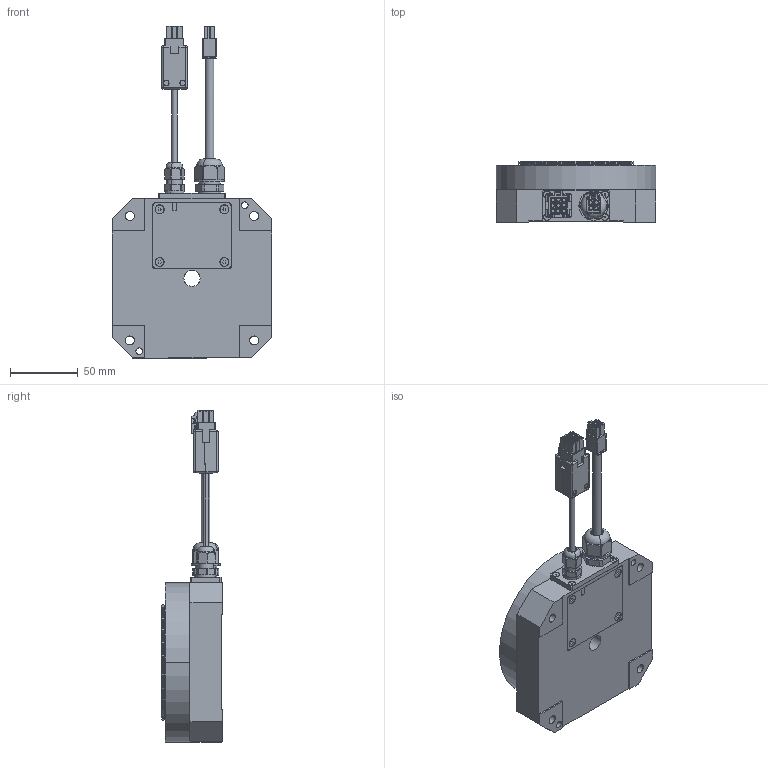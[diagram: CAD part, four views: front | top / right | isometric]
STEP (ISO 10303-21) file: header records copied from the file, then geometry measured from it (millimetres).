
FILE_DESCRIPTION (( 'STEP AP203' ), '1' );
FILE_NAME ('DMN42-A0SN00-S0-1SS-0-0.STEP', '2020-09-04T09:06:40', ( '' ), ( '' ), 'SwSTEP 2.0', 'SolidWorks 2015', '' );
FILE_SCHEMA (( 'CONFIG_CONTROL_DESIGN' ));
Length unit declared in the file: millimetre
Products named in the file (1): DMN42-A0SN00-S0-1SS-0-0
Bounding box: 118 x 45 x 245.7 mm (x, y, z)
Volume: 540243.8 mm3; surface area: 68160.3 mm2
Topology: 1 solids, 5 shells, 1365 faces, 3542 edges, 2254 vertices
Faces by surface type: plane 799, cylinder 368, cone 147, bspline 20, torus 19, sphere 12
Entity records: 43140 total; most frequent: CARTESIAN_POINT 10255, ORIENTED_EDGE 6996, DIRECTION 6579, EDGE_CURVE 3498, VERTEX_POINT 2250, AXIS2_PLACEMENT_3D 2216, VECTOR 2147, LINE 2147
